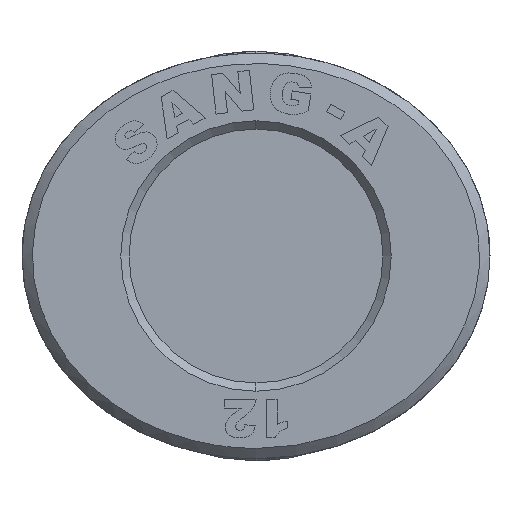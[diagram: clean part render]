
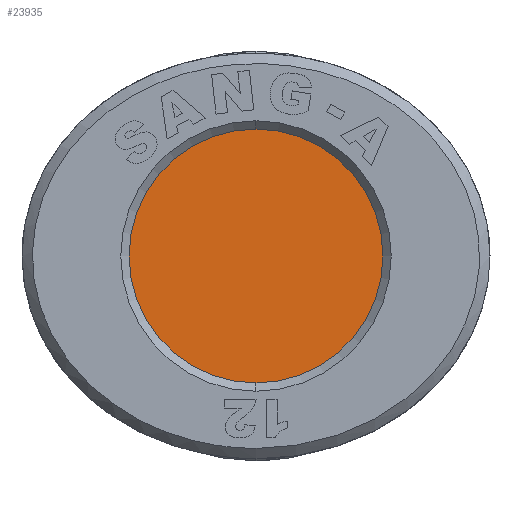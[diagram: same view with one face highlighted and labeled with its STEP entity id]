
A CAD part, left-side view. The second image highlights one B-rep face of the part: STEP entity #23935.
In plain terms, the highlighted planar face has unit normal (-1, 0, 0).
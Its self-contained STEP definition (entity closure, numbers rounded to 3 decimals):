
#443=CARTESIAN_POINT('',(-17.928,0.,6.1));
#444=VERTEX_POINT('',#443);
#453=CARTESIAN_POINT('',(-17.928,0.,-6.1));
#454=VERTEX_POINT('',#453);
#455=CARTESIAN_POINT('',(-17.928,0.,0.));
#456=DIRECTION('',(1.0,0.0,0.0));
#457=DIRECTION('',(0.0,0.0,1.0));
#458=AXIS2_PLACEMENT_3D('',#455,#456,#457);
#459=CIRCLE('',#458,6.1);
#460=EDGE_CURVE('',#444,#454,#459,.T.);
#23916=CARTESIAN_POINT('',(-17.928,0.,0.));
#23917=DIRECTION('',(1.0,0.0,0.0));
#23918=DIRECTION('',(0.0,0.0,1.0));
#23919=AXIS2_PLACEMENT_3D('',#23916,#23917,#23918);
#23920=CIRCLE('',#23919,6.1);
#23921=EDGE_CURVE('',#454,#444,#23920,.T.);
#23926=CARTESIAN_POINT('',(-17.928,0.,0.));
#23927=DIRECTION('',(1.0,0.0,0.0));
#23928=DIRECTION('',(0.0,0.0,1.0));
#23929=AXIS2_PLACEMENT_3D('',#23926,#23927,#23928);
#23930=PLANE('',#23929);
#23931=ORIENTED_EDGE('',*,*,#460,.F.);
#23932=ORIENTED_EDGE('',*,*,#23921,.F.);
#23933=EDGE_LOOP('',(#23931,#23932));
#23934=FACE_OUTER_BOUND('',#23933,.T.);
#23935=ADVANCED_FACE('',(#23934),#23930,.F.);
